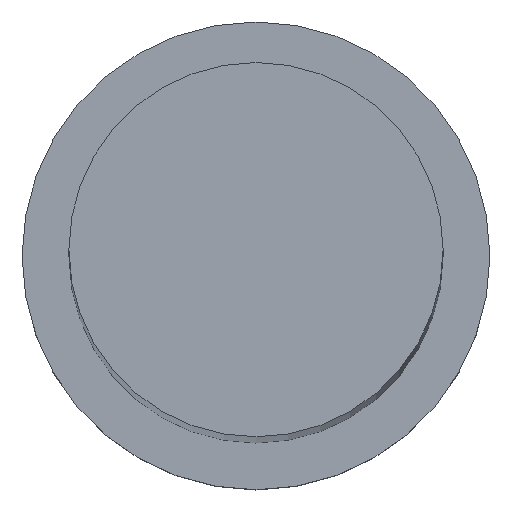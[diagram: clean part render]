
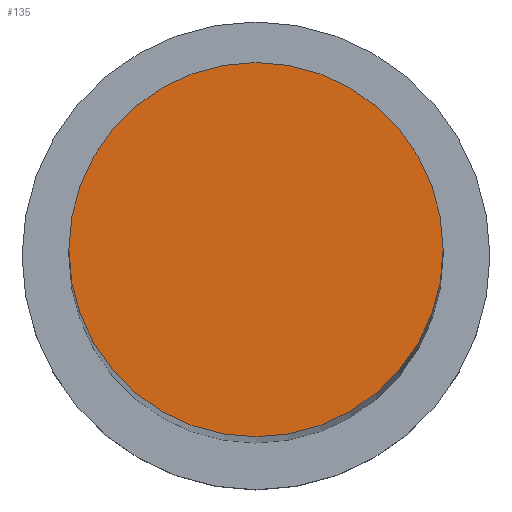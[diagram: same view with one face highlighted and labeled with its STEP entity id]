
A CAD part, top view. The second image highlights one B-rep face of the part: STEP entity #135.
In plain terms, the highlighted planar face has unit normal (0, 0, 1).
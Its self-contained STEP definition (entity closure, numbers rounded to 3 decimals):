
#8 = CARTESIAN_POINT ( 'NONE',  ( 16., 0., 315. ) ) ;
#27 = CIRCLE ( 'NONE', #174, 16. ) ;
#29 = DIRECTION ( 'NONE',  ( 0., 0., 1. ) ) ;
#45 = VERTEX_POINT ( 'NONE', #8 ) ;
#57 = ORIENTED_EDGE ( 'NONE', *, *, #103, .T. ) ;
#62 = EDGE_LOOP ( 'NONE', ( #57, #81 ) ) ;
#68 = DIRECTION ( 'NONE',  ( 0., 0., 1. ) ) ;
#81 = ORIENTED_EDGE ( 'NONE', *, *, #223, .T. ) ;
#84 = AXIS2_PLACEMENT_3D ( 'NONE', #172, #29, #151 ) ;
#103 = EDGE_CURVE ( 'NONE', #227, #45, #27, .T. ) ;
#104 = CIRCLE ( 'NONE', #188, 16. ) ;
#134 = DIRECTION ( 'NONE',  ( 1., 0., 0. ) ) ;
#135 = ADVANCED_FACE ( 'NONE', ( #153 ), #211, .T. ) ;
#150 = CARTESIAN_POINT ( 'NONE',  ( 0., 0., 315. ) ) ;
#151 = DIRECTION ( 'NONE',  ( 1., 0., 0. ) ) ;
#153 = FACE_OUTER_BOUND ( 'NONE', #62, .T. ) ;
#154 = CARTESIAN_POINT ( 'NONE',  ( -16., 0., 315. ) ) ;
#168 = CARTESIAN_POINT ( 'NONE',  ( 0., 0., 315. ) ) ;
#172 = CARTESIAN_POINT ( 'NONE',  ( 0., 0., 315. ) ) ;
#174 = AXIS2_PLACEMENT_3D ( 'NONE', #168, #68, #134 ) ;
#188 = AXIS2_PLACEMENT_3D ( 'NONE', #150, #246, #228 ) ;
#211 = PLANE ( 'NONE',  #84 ) ;
#223 = EDGE_CURVE ( 'NONE', #45, #227, #104, .T. ) ;
#227 = VERTEX_POINT ( 'NONE', #154 ) ;
#228 = DIRECTION ( 'NONE',  ( 1., 0., 0. ) ) ;
#246 = DIRECTION ( 'NONE',  ( 0., 0., 1. ) ) ;
